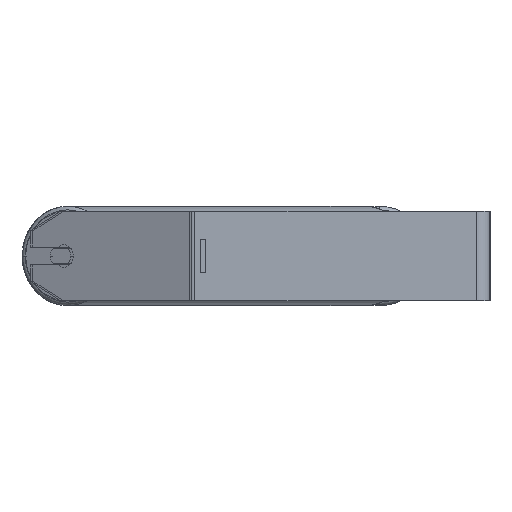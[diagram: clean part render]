
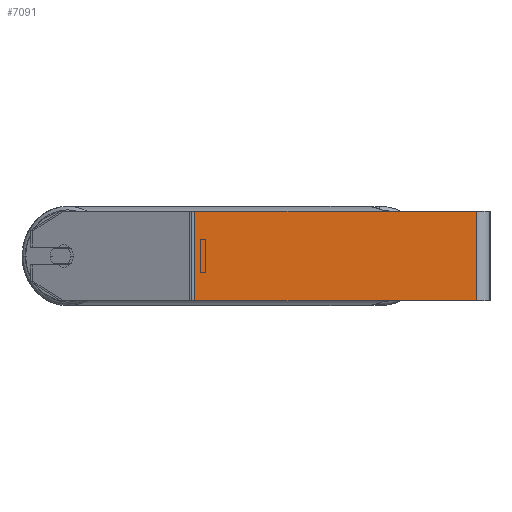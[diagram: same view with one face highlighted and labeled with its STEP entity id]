
A CAD part, left-side view. The second image highlights one B-rep face of the part: STEP entity #7091.
In plain terms, the highlighted planar face has unit normal (-1, 0, 0).
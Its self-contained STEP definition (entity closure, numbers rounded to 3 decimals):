
#712 = VECTOR ( 'NONE', #2243, 1000. ) ;
#764 = VERTEX_POINT ( 'NONE', #6104 ) ;
#949 = EDGE_CURVE ( 'NONE', #4259, #2772, #963, .T. ) ;
#963 = LINE ( 'NONE', #5033, #2326 ) ;
#966 = VECTOR ( 'NONE', #6653, 1000. ) ;
#1536 = LINE ( 'NONE', #7696, #712 ) ;
#2038 = CARTESIAN_POINT ( 'NONE',  ( -1000., 264.277, 40. ) ) ;
#2081 = EDGE_LOOP ( 'NONE', ( #4064, #4430, #2721, #7447 ) ) ;
#2085 = LINE ( 'NONE', #4660, #966 ) ;
#2231 = FACE_OUTER_BOUND ( 'NONE', #2081, .T. ) ;
#2243 = DIRECTION ( 'NONE',  ( 0., -1., 0. ) ) ;
#2326 = VECTOR ( 'NONE', #7740, 1000. ) ;
#2721 = ORIENTED_EDGE ( 'NONE', *, *, #5439, .F. ) ;
#2772 = VERTEX_POINT ( 'NONE', #3381 ) ;
#3381 = CARTESIAN_POINT ( 'NONE',  ( -1000., 264.277, -40. ) ) ;
#3590 = CARTESIAN_POINT ( 'NONE',  ( -1000., 12., 40. ) ) ;
#4064 = ORIENTED_EDGE ( 'NONE', *, *, #7832, .T. ) ;
#4211 = DIRECTION ( 'NONE',  ( 0., 0., -1. ) ) ;
#4259 = VERTEX_POINT ( 'NONE', #2038 ) ;
#4430 = ORIENTED_EDGE ( 'NONE', *, *, #4449, .F. ) ;
#4449 = EDGE_CURVE ( 'NONE', #8203, #764, #4828, .T. ) ;
#4660 = CARTESIAN_POINT ( 'NONE',  ( -1000., 266.938, 40. ) ) ;
#4828 = LINE ( 'NONE', #3590, #8585 ) ;
#4840 = CARTESIAN_POINT ( 'NONE',  ( -1000., 266.938, 40. ) ) ;
#4842 = CARTESIAN_POINT ( 'NONE',  ( -1000., 12., 40. ) ) ;
#4936 = DIRECTION ( 'NONE',  ( 1., 0., 0. ) ) ;
#5033 = CARTESIAN_POINT ( 'NONE',  ( -1000., 264.277, 40. ) ) ;
#5439 = EDGE_CURVE ( 'NONE', #4259, #8203, #2085, .T. ) ;
#6104 = CARTESIAN_POINT ( 'NONE',  ( -1000., 12., -40. ) ) ;
#6653 = DIRECTION ( 'NONE',  ( 0., -1., 0. ) ) ;
#6927 = AXIS2_PLACEMENT_3D ( 'NONE', #4840, #4936, #7541 ) ;
#7091 = ADVANCED_FACE ( 'NONE', ( #2231 ), #7638, .F. ) ;
#7447 = ORIENTED_EDGE ( 'NONE', *, *, #949, .T. ) ;
#7541 = DIRECTION ( 'NONE',  ( 0., 0., -1. ) ) ;
#7638 = PLANE ( 'NONE',  #6927 ) ;
#7696 = CARTESIAN_POINT ( 'NONE',  ( -1000., 266.938, -40. ) ) ;
#7740 = DIRECTION ( 'NONE',  ( 0., 0., -1. ) ) ;
#7832 = EDGE_CURVE ( 'NONE', #2772, #764, #1536, .T. ) ;
#8203 = VERTEX_POINT ( 'NONE', #4842 ) ;
#8585 = VECTOR ( 'NONE', #4211, 1000. ) ;
